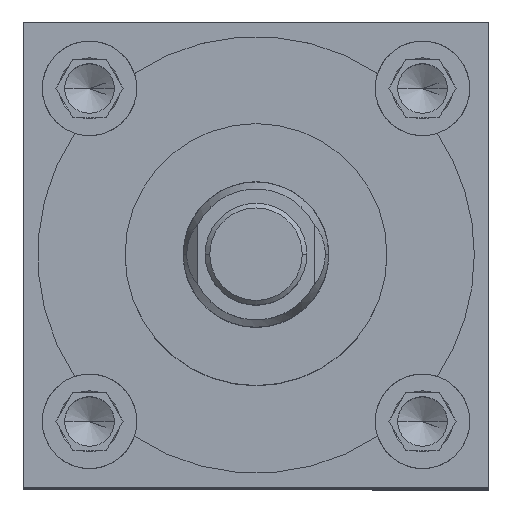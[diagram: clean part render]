
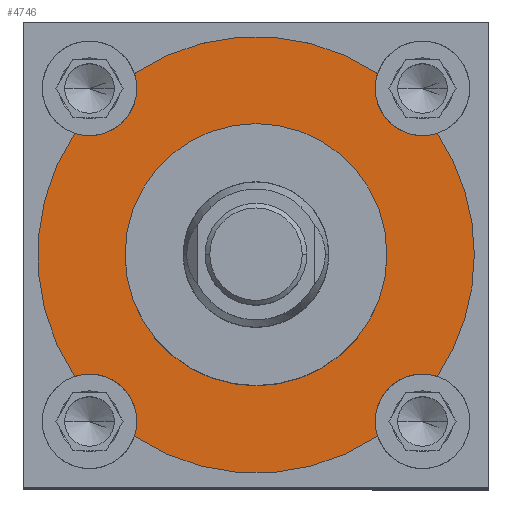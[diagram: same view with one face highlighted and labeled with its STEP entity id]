
A CAD part, top view. The second image highlights one B-rep face of the part: STEP entity #4746.
In plain terms, the highlighted planar face has unit normal (0, 0, 1).
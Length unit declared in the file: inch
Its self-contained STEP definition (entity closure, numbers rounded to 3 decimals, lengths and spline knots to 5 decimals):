
#11 = DIRECTION ( 'NONE',  ( 0., 0., 1. ) ) ;
#33 = AXIS2_PLACEMENT_3D ( 'NONE', #4506, #3062, #591 ) ;
#37 = AXIS2_PLACEMENT_3D ( 'NONE', #5535, #151, #4517 ) ;
#58 = VERTEX_POINT ( 'NONE', #6412 ) ;
#113 = FACE_BOUND ( 'NONE', #6220, .T. ) ;
#151 = DIRECTION ( 'NONE',  ( 0., 0., 1. ) ) ;
#152 = DIRECTION ( 'NONE',  ( 0., 0., 1. ) ) ;
#185 = CARTESIAN_POINT ( 'NONE',  ( 0.77859, 0.52222, 5.62 ) ) ;
#271 = DIRECTION ( 'NONE',  ( 1., 0., 0. ) ) ;
#359 = AXIS2_PLACEMENT_3D ( 'NONE', #2155, #152, #2719 ) ;
#406 = DIRECTION ( 'NONE',  ( 1., 0., 0. ) ) ;
#429 = DIRECTION ( 'NONE',  ( 1., 0., 0. ) ) ;
#436 = CARTESIAN_POINT ( 'NONE',  ( 0.715, 0.715, 5.62 ) ) ;
#437 = DIRECTION ( 'NONE',  ( 1., 0., 0. ) ) ;
#498 = CARTESIAN_POINT ( 'NONE',  ( -0.715, -0.715, 5.62 ) ) ;
#504 = CARTESIAN_POINT ( 'NONE',  ( 0.512, 0.715, 5.62 ) ) ;
#540 = CARTESIAN_POINT ( 'NONE',  ( 0.5625, 0., 5.62 ) ) ;
#591 = DIRECTION ( 'NONE',  ( 1., 0., 0. ) ) ;
#712 = DIRECTION ( 'NONE',  ( 0., 0., 1. ) ) ;
#896 = ORIENTED_EDGE ( 'NONE', *, *, #1044, .T. ) ;
#913 = DIRECTION ( 'NONE',  ( 1., 0., 0. ) ) ;
#1044 = EDGE_CURVE ( 'NONE', #4833, #2752, #1679, .T. ) ;
#1155 = VERTEX_POINT ( 'NONE', #5822 ) ;
#1228 = CIRCLE ( 'NONE', #5696, 0.203 ) ;
#1286 = ORIENTED_EDGE ( 'NONE', *, *, #6161, .F. ) ;
#1376 = VERTEX_POINT ( 'NONE', #5556 ) ;
#1409 = DIRECTION ( 'NONE',  ( 1., 0., 0. ) ) ;
#1420 = DIRECTION ( 'NONE',  ( 0., 0., 1. ) ) ;
#1585 = CARTESIAN_POINT ( 'NONE',  ( 0.52222, 0.77859, 5.62 ) ) ;
#1615 = DIRECTION ( 'NONE',  ( 0., 0., 1. ) ) ;
#1664 = EDGE_CURVE ( 'NONE', #4929, #6019, #3544, .T. ) ;
#1679 = CIRCLE ( 'NONE', #33, 0.9375 ) ;
#1706 = ORIENTED_EDGE ( 'NONE', *, *, #2671, .T. ) ;
#1747 = CIRCLE ( 'NONE', #2906, 0.9375 ) ;
#1849 = DIRECTION ( 'NONE',  ( 0., 0., 1. ) ) ;
#1891 = DIRECTION ( 'NONE',  ( 1., 0., 0. ) ) ;
#1928 = CARTESIAN_POINT ( 'NONE',  ( 0.77859, -0.52222, 5.62 ) ) ;
#1952 = EDGE_CURVE ( 'NONE', #58, #5961, #3645, .T. ) ;
#1965 = AXIS2_PLACEMENT_3D ( 'NONE', #4007, #3098, #4501 ) ;
#2050 = ORIENTED_EDGE ( 'NONE', *, *, #5769, .F. ) ;
#2155 = CARTESIAN_POINT ( 'NONE',  ( 0., 0., 5.62 ) ) ;
#2188 = AXIS2_PLACEMENT_3D ( 'NONE', #2575, #1615, #4979 ) ;
#2276 = AXIS2_PLACEMENT_3D ( 'NONE', #3520, #1420, #5964 ) ;
#2308 = VERTEX_POINT ( 'NONE', #6159 ) ;
#2413 = DIRECTION ( 'NONE',  ( 0., 0., 1. ) ) ;
#2428 = CARTESIAN_POINT ( 'NONE',  ( -0.512, 0.715, 5.62 ) ) ;
#2443 = DIRECTION ( 'NONE',  ( 0., 0., 1. ) ) ;
#2575 = CARTESIAN_POINT ( 'NONE',  ( 0., 0., 5.62 ) ) ;
#2669 = AXIS2_PLACEMENT_3D ( 'NONE', #5852, #1849, #1891 ) ;
#2671 = EDGE_CURVE ( 'NONE', #4929, #3794, #4116, .T. ) ;
#2691 = ORIENTED_EDGE ( 'NONE', *, *, #3457, .F. ) ;
#2719 = DIRECTION ( 'NONE',  ( 1., 0., 0. ) ) ;
#2728 = AXIS2_PLACEMENT_3D ( 'NONE', #3318, #5867, #1409 ) ;
#2752 = VERTEX_POINT ( 'NONE', #3700 ) ;
#2781 = CARTESIAN_POINT ( 'NONE',  ( 0., 0., 5.62 ) ) ;
#2879 = EDGE_CURVE ( 'NONE', #1155, #2308, #5164, .T. ) ;
#2906 = AXIS2_PLACEMENT_3D ( 'NONE', #5225, #4264, #3445 ) ;
#2932 = ORIENTED_EDGE ( 'NONE', *, *, #4078, .F. ) ;
#2966 = EDGE_CURVE ( 'NONE', #6096, #2752, #4747, .T. ) ;
#2970 = CARTESIAN_POINT ( 'NONE',  ( -0.715, 0.715, 5.62 ) ) ;
#3048 = VERTEX_POINT ( 'NONE', #540 ) ;
#3062 = DIRECTION ( 'NONE',  ( 0., 0., 1. ) ) ;
#3098 = DIRECTION ( 'NONE',  ( 0., 0., 1. ) ) ;
#3105 = AXIS2_PLACEMENT_3D ( 'NONE', #436, #2413, #6267 ) ;
#3124 = VERTEX_POINT ( 'NONE', #185 ) ;
#3152 = EDGE_CURVE ( 'NONE', #5223, #3048, #5326, .T. ) ;
#3249 = CIRCLE ( 'NONE', #2728, 0.203 ) ;
#3318 = CARTESIAN_POINT ( 'NONE',  ( 0.715, 0.715, 5.62 ) ) ;
#3356 = CARTESIAN_POINT ( 'NONE',  ( 0.715, -0.715, 5.62 ) ) ;
#3395 = EDGE_CURVE ( 'NONE', #3048, #5223, #4204, .T. ) ;
#3398 = AXIS2_PLACEMENT_3D ( 'NONE', #2970, #11, #437 ) ;
#3400 = DIRECTION ( 'NONE',  ( 0., 0., 1. ) ) ;
#3445 = DIRECTION ( 'NONE',  ( 1., 0., 0. ) ) ;
#3457 = EDGE_CURVE ( 'NONE', #5298, #3124, #6105, .T. ) ;
#3520 = CARTESIAN_POINT ( 'NONE',  ( -0.715, 0.715, 5.62 ) ) ;
#3544 = CIRCLE ( 'NONE', #4378, 0.203 ) ;
#3645 = CIRCLE ( 'NONE', #4776, 0.203 ) ;
#3700 = CARTESIAN_POINT ( 'NONE',  ( -0.52222, 0.77859, 5.62 ) ) ;
#3794 = VERTEX_POINT ( 'NONE', #5202 ) ;
#3845 = CIRCLE ( 'NONE', #2276, 0.203 ) ;
#4007 = CARTESIAN_POINT ( 'NONE',  ( 0.715, -0.715, 5.62 ) ) ;
#4014 = FACE_OUTER_BOUND ( 'NONE', #5260, .T. ) ;
#4045 = ORIENTED_EDGE ( 'NONE', *, *, #5149, .T. ) ;
#4066 = ORIENTED_EDGE ( 'NONE', *, *, #3395, .F. ) ;
#4078 = EDGE_CURVE ( 'NONE', #6019, #1376, #4772, .T. ) ;
#4116 = CIRCLE ( 'NONE', #359, 0.9375 ) ;
#4152 = ORIENTED_EDGE ( 'NONE', *, *, #2879, .T. ) ;
#4204 = CIRCLE ( 'NONE', #5934, 0.5625 ) ;
#4235 = CARTESIAN_POINT ( 'NONE',  ( -0.512, -0.715, 5.62 ) ) ;
#4251 = CARTESIAN_POINT ( 'NONE',  ( -0.5625, 0., 5.62 ) ) ;
#4264 = DIRECTION ( 'NONE',  ( 0., 0., 1. ) ) ;
#4378 = AXIS2_PLACEMENT_3D ( 'NONE', #3356, #5328, #429 ) ;
#4410 = ORIENTED_EDGE ( 'NONE', *, *, #5880, .F. ) ;
#4501 = DIRECTION ( 'NONE',  ( 1., 0., 0. ) ) ;
#4506 = CARTESIAN_POINT ( 'NONE',  ( 0., 0., 5.62 ) ) ;
#4517 = DIRECTION ( 'NONE',  ( 1., 0., 0. ) ) ;
#4658 = CARTESIAN_POINT ( 'NONE',  ( -0.715, -0.715, 5.62 ) ) ;
#4686 = CARTESIAN_POINT ( 'NONE',  ( 0.512, -0.715, 5.62 ) ) ;
#4690 = ORIENTED_EDGE ( 'NONE', *, *, #6092, .T. ) ;
#4728 = DIRECTION ( 'NONE',  ( 0., 0., 1. ) ) ;
#4746 = ADVANCED_FACE ( 'NONE', ( #4014, #113 ), #6076, .T. ) ;
#4747 = CIRCLE ( 'NONE', #3398, 0.203 ) ;
#4772 = CIRCLE ( 'NONE', #1965, 0.203 ) ;
#4776 = AXIS2_PLACEMENT_3D ( 'NONE', #4658, #712, #6168 ) ;
#4833 = VERTEX_POINT ( 'NONE', #1585 ) ;
#4929 = VERTEX_POINT ( 'NONE', #1928 ) ;
#4979 = DIRECTION ( 'NONE',  ( 1., 0., 0. ) ) ;
#5149 = EDGE_CURVE ( 'NONE', #3794, #3124, #5379, .T. ) ;
#5164 = CIRCLE ( 'NONE', #2669, 0.9375 ) ;
#5166 = ORIENTED_EDGE ( 'NONE', *, *, #1952, .F. ) ;
#5202 = CARTESIAN_POINT ( 'NONE',  ( 0.9375, 0., 5.62 ) ) ;
#5208 = CARTESIAN_POINT ( 'NONE',  ( 0., 0., 5.62 ) ) ;
#5223 = VERTEX_POINT ( 'NONE', #4251 ) ;
#5225 = CARTESIAN_POINT ( 'NONE',  ( 0., 0., 5.62 ) ) ;
#5250 = ORIENTED_EDGE ( 'NONE', *, *, #3152, .F. ) ;
#5260 = EDGE_LOOP ( 'NONE', ( #5749, #1706, #4045, #2691, #1286, #896, #6145, #2050, #4152, #4410, #5166, #4690, #2932 ) ) ;
#5298 = VERTEX_POINT ( 'NONE', #504 ) ;
#5326 = CIRCLE ( 'NONE', #37, 0.5625 ) ;
#5328 = DIRECTION ( 'NONE',  ( 0., 0., 1. ) ) ;
#5379 = CIRCLE ( 'NONE', #5984, 0.9375 ) ;
#5535 = CARTESIAN_POINT ( 'NONE',  ( 0., 0., 5.62 ) ) ;
#5556 = CARTESIAN_POINT ( 'NONE',  ( 0.52222, -0.77859, 5.62 ) ) ;
#5696 = AXIS2_PLACEMENT_3D ( 'NONE', #498, #2443, #913 ) ;
#5749 = ORIENTED_EDGE ( 'NONE', *, *, #1664, .F. ) ;
#5769 = EDGE_CURVE ( 'NONE', #1155, #6096, #3845, .T. ) ;
#5822 = CARTESIAN_POINT ( 'NONE',  ( -0.77859, 0.52222, 5.62 ) ) ;
#5852 = CARTESIAN_POINT ( 'NONE',  ( 0., 0., 5.62 ) ) ;
#5867 = DIRECTION ( 'NONE',  ( 0., 0., 1. ) ) ;
#5880 = EDGE_CURVE ( 'NONE', #5961, #2308, #1228, .T. ) ;
#5934 = AXIS2_PLACEMENT_3D ( 'NONE', #5208, #4728, #271 ) ;
#5961 = VERTEX_POINT ( 'NONE', #4235 ) ;
#5964 = DIRECTION ( 'NONE',  ( 1., 0., 0. ) ) ;
#5984 = AXIS2_PLACEMENT_3D ( 'NONE', #2781, #3400, #406 ) ;
#6019 = VERTEX_POINT ( 'NONE', #4686 ) ;
#6076 = PLANE ( 'NONE',  #2188 ) ;
#6092 = EDGE_CURVE ( 'NONE', #58, #1376, #1747, .T. ) ;
#6096 = VERTEX_POINT ( 'NONE', #2428 ) ;
#6105 = CIRCLE ( 'NONE', #3105, 0.203 ) ;
#6145 = ORIENTED_EDGE ( 'NONE', *, *, #2966, .F. ) ;
#6159 = CARTESIAN_POINT ( 'NONE',  ( -0.77859, -0.52222, 5.62 ) ) ;
#6161 = EDGE_CURVE ( 'NONE', #4833, #5298, #3249, .T. ) ;
#6168 = DIRECTION ( 'NONE',  ( 1., 0., 0. ) ) ;
#6220 = EDGE_LOOP ( 'NONE', ( #5250, #4066 ) ) ;
#6267 = DIRECTION ( 'NONE',  ( 1., 0., 0. ) ) ;
#6412 = CARTESIAN_POINT ( 'NONE',  ( -0.52222, -0.77859, 5.62 ) ) ;
